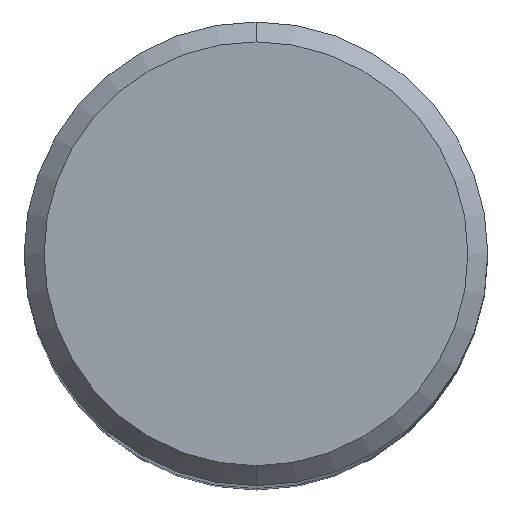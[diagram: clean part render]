
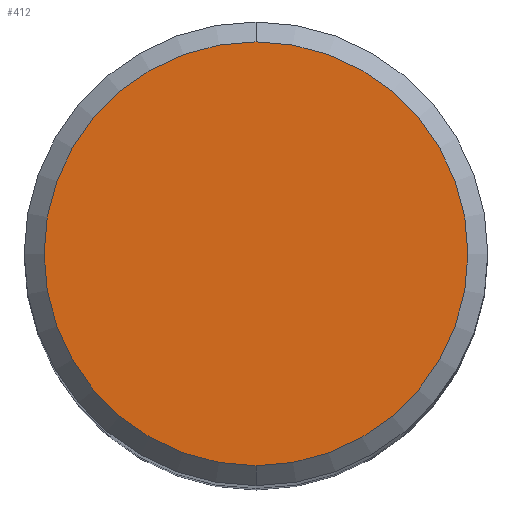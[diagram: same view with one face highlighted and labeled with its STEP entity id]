
A CAD part, top view. The second image highlights one B-rep face of the part: STEP entity #412.
In plain terms, the highlighted planar face has unit normal (0, 0, 1).
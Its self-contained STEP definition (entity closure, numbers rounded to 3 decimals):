
#236=VERTEX_POINT('',#546);
#268=EDGE_CURVE('',#320,#236,#582,.T.);
#320=VERTEX_POINT('',#637);
#356=EDGE_CURVE('',#236,#320,#675,.T.);
#412=ADVANCED_FACE('',(#737),#738,.T.);
#546=CARTESIAN_POINT('',(0.,-6.4,0.0));
#582=CIRCLE('',#1035,6.4);
#637=CARTESIAN_POINT('',(0.0,6.4,0.0));
#675=CIRCLE('',#1235,6.4);
#737=FACE_OUTER_BOUND('',#1412,.T.);
#738=PLANE('',#1413);
#1035=AXIS2_PLACEMENT_3D('',#1626,#1627,#1628);
#1235=AXIS2_PLACEMENT_3D('',#1708,#1709,#1710);
#1412=EDGE_LOOP('',(#1762,#1763));
#1413=AXIS2_PLACEMENT_3D('',#1764,#1765,#1766);
#1626=CARTESIAN_POINT('',(0.0,0.0,0.0));
#1627=DIRECTION('',(0.0,0.0,-1.0));
#1628=DIRECTION('',(0.0,1.0,0.0));
#1708=CARTESIAN_POINT('',(0.0,0.0,0.0));
#1709=DIRECTION('',(0.0,0.0,-1.0));
#1710=DIRECTION('',(0.0,1.0,0.0));
#1762=ORIENTED_EDGE('',*,*,#268,.F.);
#1763=ORIENTED_EDGE('',*,*,#356,.F.);
#1764=CARTESIAN_POINT('',(0.0,3.2,0.0));
#1765=DIRECTION('',(-0.0,0.0,1.0));
#1766=DIRECTION('',(0.0,-1.0,0.0));
